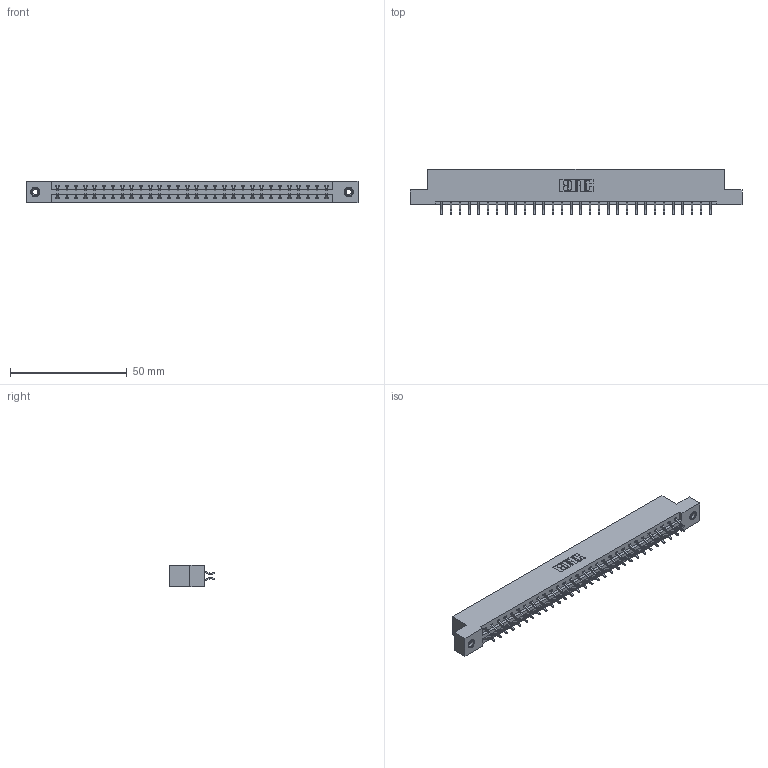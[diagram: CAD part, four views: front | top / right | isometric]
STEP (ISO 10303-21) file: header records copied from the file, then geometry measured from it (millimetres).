
FILE_DESCRIPTION (( 'STEP AP203' ), '1' );
FILE_NAME ('337-060-556-208.STEP', '2019-10-09T20:45:35', ( '' ), ( '' ), 'SwSTEP 2.0', 'SolidWorks 2016', '' );
FILE_SCHEMA (( 'CONFIG_CONTROL_DESIGN' ));
Length unit declared in the file: inch
Products named in the file (4): 337-060-556-208; 337 Part_Flush Mounting Lugs - 0.156 Dia-TI; 345-292-001_556 Tail; 345-250-001_345-250-003-102
Assembly tree (63 placements, depth 2):
  337-060-556-208
    337 Part_Flush Mounting Lugs - 0.156 Dia-TI
    345-292-001_556 Tail  x60
    345-250-001_345-250-003-102  x2
Bounding box: 141.88 x 19.57 x 9.4 mm (x, y, z)
Volume: 14784.3 mm3; surface area: 16557.7 mm2
Topology: 63 solids, 63 shells, 3774 faces, 11187 edges, 7370 vertices
Faces by surface type: plane 2622, cylinder 1136, cone 12, torus 4
Entity records: 26218 total; most frequent: CARTESIAN_POINT 4421, ORIENTED_EDGE 4338, DIRECTION 3803, EDGE_CURVE 2169, VECTOR 2013, LINE 2013, VERTEX_POINT 1440, AXIS2_PLACEMENT_3D 895
